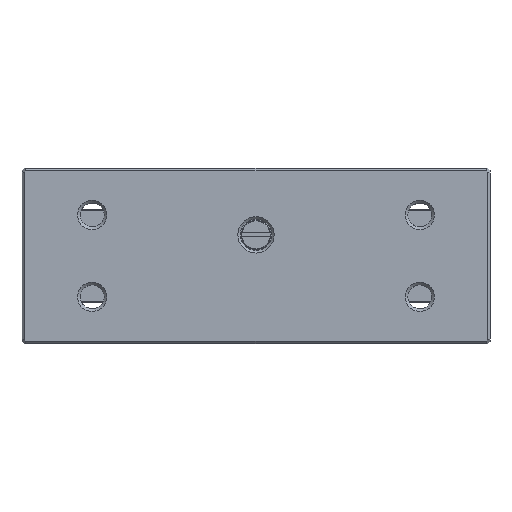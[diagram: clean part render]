
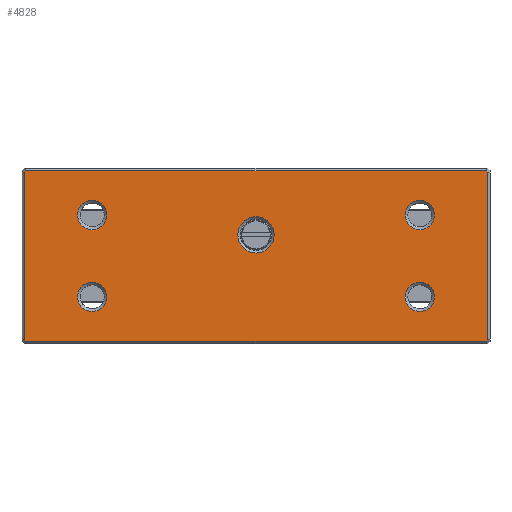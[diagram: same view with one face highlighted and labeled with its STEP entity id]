
A CAD part, top view. The second image highlights one B-rep face of the part: STEP entity #4828.
In plain terms, the highlighted planar face has unit normal (0, 0, 1).
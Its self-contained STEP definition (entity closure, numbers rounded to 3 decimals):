
#4283=FACE_BOUND('',#6819,.T.);
#4284=FACE_BOUND('',#6820,.T.);
#4285=FACE_BOUND('',#6821,.T.);
#4286=FACE_BOUND('',#6822,.T.);
#4287=FACE_BOUND('',#6823,.T.);
#4288=FACE_BOUND('',#6824,.T.);
#4828=ADVANCED_FACE('',(#4283,#4284,#4285,#4286,#4287,#4288),#5561,.F.);
#5561=PLANE('',#17633);
#6819=EDGE_LOOP('',(#8268));
#6820=EDGE_LOOP('',(#8269));
#6821=EDGE_LOOP('',(#8270));
#6822=EDGE_LOOP('',(#8271));
#6823=EDGE_LOOP('',(#8272));
#6824=EDGE_LOOP('',(#8273,#8274,#8275,#8276,#8277,#8278,#8279,#8280));
#7602=CIRCLE('',#17628,1.55);
#7603=CIRCLE('',#17629,1.25);
#7604=CIRCLE('',#17630,1.25);
#7605=CIRCLE('',#17631,1.25);
#7606=CIRCLE('',#17632,1.25);
#8268=ORIENTED_EDGE('',*,*,#13320,.T.);
#8269=ORIENTED_EDGE('',*,*,#13321,.T.);
#8270=ORIENTED_EDGE('',*,*,#13322,.T.);
#8271=ORIENTED_EDGE('',*,*,#13323,.T.);
#8272=ORIENTED_EDGE('',*,*,#13324,.T.);
#8273=ORIENTED_EDGE('',*,*,#13325,.T.);
#8274=ORIENTED_EDGE('',*,*,#13326,.T.);
#8275=ORIENTED_EDGE('',*,*,#13327,.T.);
#8276=ORIENTED_EDGE('',*,*,#13328,.T.);
#8277=ORIENTED_EDGE('',*,*,#13329,.T.);
#8278=ORIENTED_EDGE('',*,*,#13330,.T.);
#8279=ORIENTED_EDGE('',*,*,#13331,.T.);
#8280=ORIENTED_EDGE('',*,*,#13332,.T.);
#12024=VERTEX_POINT('',#22587);
#12025=VERTEX_POINT('',#22589);
#12026=VERTEX_POINT('',#22591);
#12027=VERTEX_POINT('',#22593);
#12028=VERTEX_POINT('',#22595);
#12029=VERTEX_POINT('',#22597);
#12030=VERTEX_POINT('',#22598);
#12031=VERTEX_POINT('',#22600);
#12032=VERTEX_POINT('',#22602);
#12033=VERTEX_POINT('',#22604);
#12034=VERTEX_POINT('',#22606);
#12035=VERTEX_POINT('',#22608);
#12036=VERTEX_POINT('',#22610);
#13320=EDGE_CURVE('',#12024,#12024,#7602,.T.);
#13321=EDGE_CURVE('',#12025,#12025,#7603,.T.);
#13322=EDGE_CURVE('',#12026,#12026,#7604,.T.);
#13323=EDGE_CURVE('',#12027,#12027,#7605,.T.);
#13324=EDGE_CURVE('',#12028,#12028,#7606,.T.);
#13325=EDGE_CURVE('',#12029,#12030,#15051,.T.);
#13326=EDGE_CURVE('',#12030,#12031,#15052,.T.);
#13327=EDGE_CURVE('',#12031,#12032,#15053,.T.);
#13328=EDGE_CURVE('',#12032,#12033,#15054,.T.);
#13329=EDGE_CURVE('',#12033,#12034,#15055,.T.);
#13330=EDGE_CURVE('',#12034,#12035,#15056,.T.);
#13331=EDGE_CURVE('',#12035,#12036,#15057,.T.);
#13332=EDGE_CURVE('',#12036,#12029,#15058,.T.);
#15051=LINE('',#22596,#16511);
#15052=LINE('',#22599,#16512);
#15053=LINE('',#22601,#16513);
#15054=LINE('',#22603,#16514);
#15055=LINE('',#22605,#16515);
#15056=LINE('',#22607,#16516);
#15057=LINE('',#22609,#16517);
#15058=LINE('',#22611,#16518);
#16511=VECTOR('',#18726,1.);
#16512=VECTOR('',#18727,1.);
#16513=VECTOR('',#18728,1.);
#16514=VECTOR('',#18729,1.);
#16515=VECTOR('',#18730,1.);
#16516=VECTOR('',#18731,1.);
#16517=VECTOR('',#18732,1.);
#16518=VECTOR('',#18733,1.);
#17628=AXIS2_PLACEMENT_3D('',#22586,#18716,#18717);
#17629=AXIS2_PLACEMENT_3D('',#22588,#18718,#18719);
#17630=AXIS2_PLACEMENT_3D('',#22590,#18720,#18721);
#17631=AXIS2_PLACEMENT_3D('',#22592,#18722,#18723);
#17632=AXIS2_PLACEMENT_3D('',#22594,#18724,#18725);
#17633=AXIS2_PLACEMENT_3D('',#22612,#18734,#18735);
#18716=DIRECTION('',(0.,0.,-1.));
#18717=DIRECTION('',(-1.,0.,0.));
#18718=DIRECTION('',(0.,0.,-1.));
#18719=DIRECTION('',(-1.,0.,0.));
#18720=DIRECTION('',(0.,0.,-1.));
#18721=DIRECTION('',(-1.,0.,0.));
#18722=DIRECTION('',(0.,0.,-1.));
#18723=DIRECTION('',(-1.,0.,0.));
#18724=DIRECTION('',(0.,0.,-1.));
#18725=DIRECTION('',(-1.,0.,0.));
#18726=DIRECTION('',(-0.577,-0.816,0.));
#18727=DIRECTION('',(0.,-1.,0.));
#18728=DIRECTION('',(0.577,-0.816,0.));
#18729=DIRECTION('',(1.,0.,0.));
#18730=DIRECTION('',(0.577,0.816,0.));
#18731=DIRECTION('',(0.,1.,0.));
#18732=DIRECTION('',(-0.577,0.816,0.));
#18733=DIRECTION('',(-1.,0.,0.));
#18734=DIRECTION('',(0.,0.,-1.));
#18735=DIRECTION('',(1.,0.,0.));
#22586=CARTESIAN_POINT('',(0.,1.8,8.));
#22587=CARTESIAN_POINT('',(-1.55,1.8,8.));
#22588=CARTESIAN_POINT('',(14.,3.5,8.));
#22589=CARTESIAN_POINT('',(12.75,3.5,8.));
#22590=CARTESIAN_POINT('',(14.,-3.5,8.));
#22591=CARTESIAN_POINT('',(12.75,-3.5,8.));
#22592=CARTESIAN_POINT('',(-14.,3.5,8.));
#22593=CARTESIAN_POINT('',(-15.25,3.5,8.));
#22594=CARTESIAN_POINT('',(-14.,-3.5,8.));
#22595=CARTESIAN_POINT('',(-15.25,-3.5,8.));
#22596=CARTESIAN_POINT('',(-19.735,7.25,8.));
#22597=CARTESIAN_POINT('',(-19.7,7.3,8.));
#22598=CARTESIAN_POINT('',(-19.8,7.159,8.));
#22599=CARTESIAN_POINT('',(-19.8,7.5,8.));
#22600=CARTESIAN_POINT('',(-19.8,-7.159,8.));
#22601=CARTESIAN_POINT('',(-19.735,-7.25,8.));
#22602=CARTESIAN_POINT('',(-19.7,-7.3,8.));
#22603=CARTESIAN_POINT('',(20.,-7.3,8.));
#22604=CARTESIAN_POINT('',(19.7,-7.3,8.));
#22605=CARTESIAN_POINT('',(19.735,-7.25,8.));
#22606=CARTESIAN_POINT('',(19.8,-7.159,8.));
#22607=CARTESIAN_POINT('',(19.8,6.876,8.));
#22608=CARTESIAN_POINT('',(19.8,7.159,8.));
#22609=CARTESIAN_POINT('',(19.735,7.25,8.));
#22610=CARTESIAN_POINT('',(19.7,7.3,8.));
#22611=CARTESIAN_POINT('',(20.,7.3,8.));
#22612=CARTESIAN_POINT('',(20.,7.5,8.));
